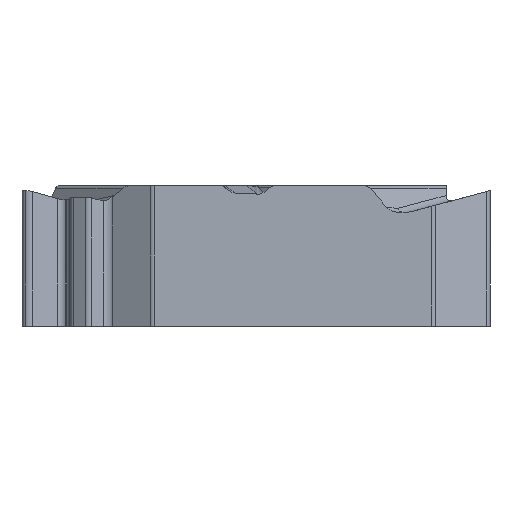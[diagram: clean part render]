
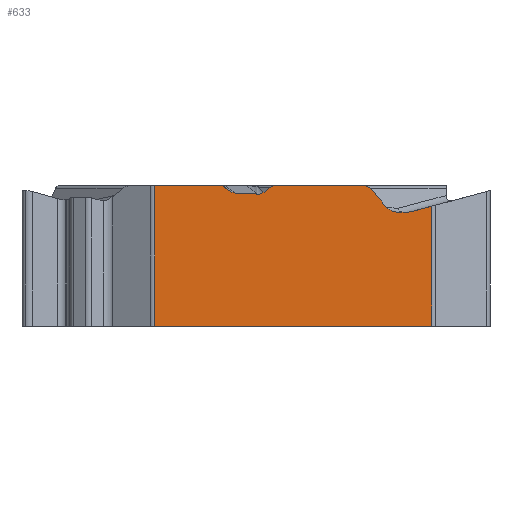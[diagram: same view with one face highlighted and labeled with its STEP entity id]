
A CAD part, left-side view. The second image highlights one B-rep face of the part: STEP entity #633.
In plain terms, the highlighted planar face has unit normal (-1, 0, 0).
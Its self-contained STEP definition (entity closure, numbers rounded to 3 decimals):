
#53=PLANE('',#2174);
#100=ELLIPSE('',#2169,0.338,0.32);
#101=ELLIPSE('',#2170,0.392,0.32);
#102=ELLIPSE('',#2171,0.236,0.2);
#103=ELLIPSE('',#2172,0.167,0.15);
#104=ELLIPSE('',#2173,0.15,0.15);
#146=FACE_OUTER_BOUND('',#809,.T.);
#254=LINE('',#3498,#440);
#255=LINE('',#3502,#441);
#256=LINE('',#3504,#442);
#257=LINE('',#3506,#443);
#258=LINE('',#3510,#444);
#259=LINE('',#3514,#445);
#260=LINE('',#3518,#446);
#261=LINE('',#3522,#447);
#262=LINE('',#3535,#448);
#263=LINE('',#3551,#449);
#264=LINE('',#3555,#450);
#440=VECTOR('',#2387,1.);
#441=VECTOR('',#2392,1.);
#442=VECTOR('',#2393,1.);
#443=VECTOR('',#2394,1.);
#444=VECTOR('',#2397,1.);
#445=VECTOR('',#2400,1.);
#446=VECTOR('',#2403,1.);
#447=VECTOR('',#2406,1.);
#448=VECTOR('',#2407,1.);
#449=VECTOR('',#2408,1.);
#450=VECTOR('',#2411,1.);
#633=ADVANCED_FACE('',(#146),#53,.F.);
#809=EDGE_LOOP('',(#932,#933,#934,#935,#936,#937,#938,#939,#940,#941,#942,
#943,#944,#945,#946,#947,#948,#949));
#932=ORIENTED_EDGE('',*,*,#1748,.F.);
#933=ORIENTED_EDGE('',*,*,#1749,.T.);
#934=ORIENTED_EDGE('',*,*,#1750,.T.);
#935=ORIENTED_EDGE('',*,*,#1751,.T.);
#936=ORIENTED_EDGE('',*,*,#1752,.F.);
#937=ORIENTED_EDGE('',*,*,#1753,.T.);
#938=ORIENTED_EDGE('',*,*,#1754,.T.);
#939=ORIENTED_EDGE('',*,*,#1755,.F.);
#940=ORIENTED_EDGE('',*,*,#1756,.F.);
#941=ORIENTED_EDGE('',*,*,#1757,.F.);
#942=ORIENTED_EDGE('',*,*,#1758,.T.);
#943=ORIENTED_EDGE('',*,*,#1759,.T.);
#944=ORIENTED_EDGE('',*,*,#1760,.T.);
#945=ORIENTED_EDGE('',*,*,#1761,.T.);
#946=ORIENTED_EDGE('',*,*,#1762,.T.);
#947=ORIENTED_EDGE('',*,*,#1763,.F.);
#948=ORIENTED_EDGE('',*,*,#1764,.F.);
#949=ORIENTED_EDGE('',*,*,#1746,.T.);
#1546=VERTEX_POINT('',#3497);
#1547=VERTEX_POINT('',#3499);
#1548=VERTEX_POINT('',#3503);
#1549=VERTEX_POINT('',#3505);
#1550=VERTEX_POINT('',#3507);
#1551=VERTEX_POINT('',#3509);
#1552=VERTEX_POINT('',#3511);
#1553=VERTEX_POINT('',#3513);
#1554=VERTEX_POINT('',#3515);
#1555=VERTEX_POINT('',#3517);
#1556=VERTEX_POINT('',#3519);
#1557=VERTEX_POINT('',#3521);
#1558=VERTEX_POINT('',#3523);
#1559=VERTEX_POINT('',#3534);
#1560=VERTEX_POINT('',#3536);
#1561=VERTEX_POINT('',#3550);
#1562=VERTEX_POINT('',#3552);
#1563=VERTEX_POINT('',#3554);
#1746=EDGE_CURVE('',#1547,#1546,#254,.T.);
#1748=EDGE_CURVE('',#1548,#1546,#255,.T.);
#1749=EDGE_CURVE('',#1548,#1549,#256,.T.);
#1750=EDGE_CURVE('',#1549,#1550,#257,.T.);
#1751=EDGE_CURVE('',#1550,#1551,#100,.T.);
#1752=EDGE_CURVE('',#1552,#1551,#258,.T.);
#1753=EDGE_CURVE('',#1552,#1553,#101,.T.);
#1754=EDGE_CURVE('',#1553,#1554,#259,.T.);
#1755=EDGE_CURVE('',#1555,#1554,#102,.T.);
#1756=EDGE_CURVE('',#1556,#1555,#260,.T.);
#1757=EDGE_CURVE('',#1557,#1556,#103,.T.);
#1758=EDGE_CURVE('',#1557,#1558,#261,.T.);
#1759=EDGE_CURVE('',#1558,#1559,#2120,.T.);
#1760=EDGE_CURVE('',#1559,#1560,#262,.T.);
#1761=EDGE_CURVE('',#1560,#1561,#2121,.T.);
#1762=EDGE_CURVE('',#1561,#1562,#263,.T.);
#1763=EDGE_CURVE('',#1563,#1562,#104,.T.);
#1764=EDGE_CURVE('',#1547,#1563,#264,.T.);
#2120=B_SPLINE_CURVE_WITH_KNOTS('',3,(#3524,#3525,#3526,#3527,#3528,#3529,
#3530,#3531,#3532,#3533),.UNSPECIFIED.,.F.,.F.,(4,3,3,4),(0.,0.474,
0.706,1.),.UNSPECIFIED.);
#2121=B_SPLINE_CURVE_WITH_KNOTS('',3,(#3537,#3538,#3539,#3540,#3541,#3542,
#3543,#3544,#3545,#3546,#3547,#3548,#3549),.UNSPECIFIED.,.F.,.F.,(4,3,3,
3,4),(0.,0.25,0.499,0.746,1.),
 .UNSPECIFIED.);
#2169=AXIS2_PLACEMENT_3D('',#3508,#2395,#2396);
#2170=AXIS2_PLACEMENT_3D('',#3512,#2398,#2399);
#2171=AXIS2_PLACEMENT_3D('',#3516,#2401,#2402);
#2172=AXIS2_PLACEMENT_3D('',#3520,#2404,#2405);
#2173=AXIS2_PLACEMENT_3D('',#3553,#2409,#2410);
#2174=AXIS2_PLACEMENT_3D('',#3556,#2412,#2413);
#2387=DIRECTION('',(0.,0.,-1.));
#2392=DIRECTION('',(0.,1.,0.));
#2393=DIRECTION('',(0.,0.,1.));
#2394=DIRECTION('',(0.,0.966,-0.259));
#2395=DIRECTION('',(1.,0.,0.));
#2396=DIRECTION('',(0.,0.966,-0.259));
#2397=DIRECTION('',(0.,-1.,0.));
#2398=DIRECTION('',(1.,0.,0.));
#2399=DIRECTION('',(0.,0.992,0.124));
#2400=DIRECTION('',(0.,0.651,0.759));
#2401=DIRECTION('',(1.,0.,0.));
#2402=DIRECTION('',(0.,-1.,0.));
#2403=DIRECTION('',(0.,-1.,0.));
#2404=DIRECTION('',(1.,0.,0.));
#2405=DIRECTION('',(0.,1.,0.));
#2406=DIRECTION('',(0.,0.794,-0.608));
#2407=DIRECTION('',(0.,0.999,0.049));
#2408=DIRECTION('',(0.,0.757,0.653));
#2409=DIRECTION('',(1.,0.,0.));
#2410=DIRECTION('',(0.,-1.,0.));
#2411=DIRECTION('',(0.,-1.,0.));
#2412=DIRECTION('',(1.,0.,0.));
#2413=DIRECTION('',(0.,1.,0.));
#3497=CARTESIAN_POINT('',(-4.763,2.914,-3.97));
#3498=CARTESIAN_POINT('',(-4.763,2.914,0.));
#3499=CARTESIAN_POINT('',(-4.763,2.914,0.14));
#3502=CARTESIAN_POINT('',(-4.763,-7.335,-3.97));
#3503=CARTESIAN_POINT('',(-4.762,-5.196,-3.97));
#3504=CARTESIAN_POINT('',(-4.762,-5.196,0.));
#3505=CARTESIAN_POINT('',(-4.762,-5.196,-0.456));
#3506=CARTESIAN_POINT('',(-4.763,6.381,-3.559));
#3507=CARTESIAN_POINT('',(-4.762,-4.594,-0.618));
#3508=CARTESIAN_POINT('',(-4.762,-4.511,-0.309));
#3509=CARTESIAN_POINT('',(-4.762,-4.502,-0.63));
#3510=CARTESIAN_POINT('',(-4.763,7.335,-0.63));
#3511=CARTESIAN_POINT('',(-4.762,-4.203,-0.63));
#3512=CARTESIAN_POINT('',(-4.762,-4.184,-0.309));
#3513=CARTESIAN_POINT('',(-4.762,-3.868,-0.485));
#3514=CARTESIAN_POINT('',(-4.763,1.114,5.33));
#3515=CARTESIAN_POINT('',(-4.763,-3.403,0.058));
#3516=CARTESIAN_POINT('',(-4.763,-3.212,-0.06));
#3517=CARTESIAN_POINT('',(-4.763,-3.212,0.14));
#3518=CARTESIAN_POINT('',(-4.763,7.335,0.14));
#3519=CARTESIAN_POINT('',(-4.763,-0.581,0.14));
#3520=CARTESIAN_POINT('',(-4.763,-0.581,-0.01));
#3521=CARTESIAN_POINT('',(-4.763,-0.473,0.104));
#3522=CARTESIAN_POINT('',(-4.763,4.498,-3.703));
#3523=CARTESIAN_POINT('',(-4.763,-0.283,-0.041));
#3524=CARTESIAN_POINT('',(-4.763,-0.283,-0.041));
#3525=CARTESIAN_POINT('',(-4.763,-0.257,-0.061));
#3526=CARTESIAN_POINT('',(-4.763,-0.226,-0.077));
#3527=CARTESIAN_POINT('',(-4.763,-0.195,-0.087));
#3528=CARTESIAN_POINT('',(-4.763,-0.179,-0.092));
#3529=CARTESIAN_POINT('',(-4.763,-0.163,-0.096));
#3530=CARTESIAN_POINT('',(-4.763,-0.147,-0.098));
#3531=CARTESIAN_POINT('',(-4.763,-0.126,-0.102));
#3532=CARTESIAN_POINT('',(-4.763,-0.105,-0.103));
#3533=CARTESIAN_POINT('',(-4.763,-0.084,-0.102));
#3534=CARTESIAN_POINT('',(-4.763,-0.084,-0.102));
#3535=CARTESIAN_POINT('',(-4.763,-7.313,-0.453));
#3536=CARTESIAN_POINT('',(-4.763,0.563,-0.07));
#3537=CARTESIAN_POINT('',(-4.763,0.563,-0.07));
#3538=CARTESIAN_POINT('',(-4.763,0.581,-0.069));
#3539=CARTESIAN_POINT('',(-4.763,0.599,-0.067));
#3540=CARTESIAN_POINT('',(-4.763,0.617,-0.063));
#3541=CARTESIAN_POINT('',(-4.763,0.634,-0.059));
#3542=CARTESIAN_POINT('',(-4.763,0.652,-0.054));
#3543=CARTESIAN_POINT('',(-4.763,0.668,-0.047));
#3544=CARTESIAN_POINT('',(-4.763,0.685,-0.04));
#3545=CARTESIAN_POINT('',(-4.763,0.701,-0.032));
#3546=CARTESIAN_POINT('',(-4.763,0.717,-0.023));
#3547=CARTESIAN_POINT('',(-4.763,0.732,-0.013));
#3548=CARTESIAN_POINT('',(-4.763,0.747,-0.002));
#3549=CARTESIAN_POINT('',(-4.763,0.761,0.01));
#3550=CARTESIAN_POINT('',(-4.763,0.761,0.01));
#3551=CARTESIAN_POINT('',(-4.763,-3.883,-3.999));
#3552=CARTESIAN_POINT('',(-4.763,0.87,0.104));
#3553=CARTESIAN_POINT('',(-4.763,0.968,-0.01));
#3554=CARTESIAN_POINT('',(-4.763,0.968,0.14));
#3555=CARTESIAN_POINT('',(-4.763,-7.335,0.14));
#3556=CARTESIAN_POINT('',(-4.763,-7.335,0.));
